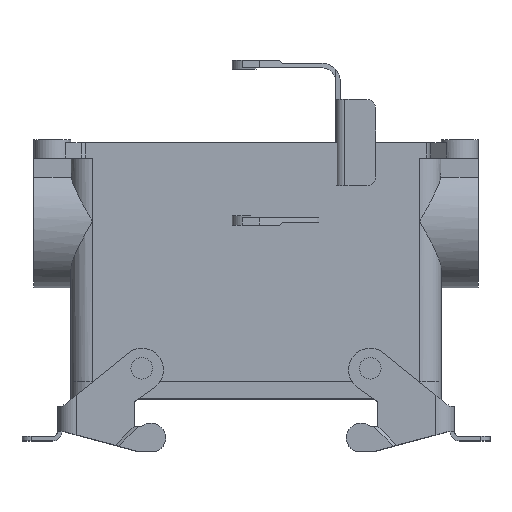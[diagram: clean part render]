
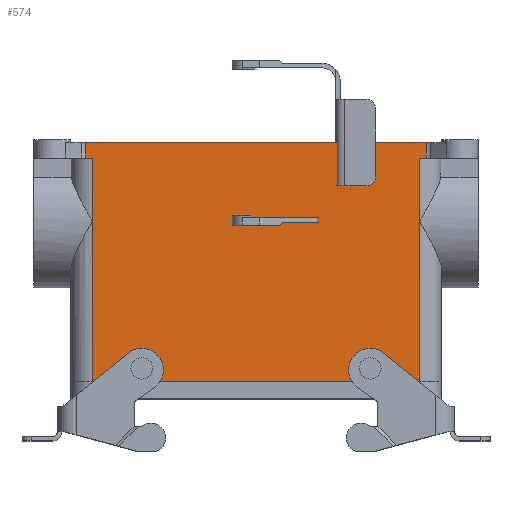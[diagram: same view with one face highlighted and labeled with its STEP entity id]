
A CAD part, top view. The second image highlights one B-rep face of the part: STEP entity #574.
In plain terms, the highlighted planar face has unit normal (0, 0, 1).
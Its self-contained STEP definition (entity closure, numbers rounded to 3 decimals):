
#574 = ADVANCED_FACE( '', ( #1189, #1190, #1191 ), #1192, .F. );
#1189 = FACE_BOUND( '', #1808, .T. );
#1190 = FACE_OUTER_BOUND( '', #1809, .T. );
#1191 = FACE_BOUND( '', #1810, .T. );
#1192 = PLANE( '', #1811 );
#1808 = EDGE_LOOP( '', ( #3376 ) );
#1809 = EDGE_LOOP( '', ( #3377, #3378, #3379, #3380, #3381, #3382, #3383, #3384, #3385, #3386 ) );
#1810 = EDGE_LOOP( '', ( #3387 ) );
#1811 = AXIS2_PLACEMENT_3D( '', #3388, #3389, #3390 );
#3376 = ORIENTED_EDGE( '', *, *, #3677, .F. );
#3377 = ORIENTED_EDGE( '', *, *, #4009, .T. );
#3378 = ORIENTED_EDGE( '', *, *, #3478, .T. );
#3379 = ORIENTED_EDGE( '', *, *, #3781, .F. );
#3380 = ORIENTED_EDGE( '', *, *, #3816, .T. );
#3381 = ORIENTED_EDGE( '', *, *, #3884, .T. );
#3382 = ORIENTED_EDGE( '', *, *, #3748, .F. );
#3383 = ORIENTED_EDGE( '', *, *, #3775, .F. );
#3384 = ORIENTED_EDGE( '', *, *, #3498, .F. );
#3385 = ORIENTED_EDGE( '', *, *, #3601, .F. );
#3386 = ORIENTED_EDGE( '', *, *, #3464, .T. );
#3387 = ORIENTED_EDGE( '', *, *, #4050, .F. );
#3388 = CARTESIAN_POINT( '', ( 56.015, -5., 21.5 ) );
#3389 = DIRECTION( '', ( 0., 0., -1. ) );
#3390 = DIRECTION( '', ( -1., 0., 0. ) );
#3464 = EDGE_CURVE( '', #4092, #4096, #4098, .T. );
#3478 = EDGE_CURVE( '', #4123, #4120, #4124, .F. );
#3498 = EDGE_CURVE( '', #4158, #4159, #4160, .T. );
#3601 = EDGE_CURVE( '', #4092, #4158, #4342, .T. );
#3677 = EDGE_CURVE( '', #4461, #4461, #4462, .F. );
#3748 = EDGE_CURVE( '', #4571, #4573, #4574, .T. );
#3775 = EDGE_CURVE( '', #4159, #4571, #4615, .T. );
#3781 = EDGE_CURVE( '', #4622, #4120, #4624, .T. );
#3816 = EDGE_CURVE( '', #4622, #4673, #4675, .T. );
#3884 = EDGE_CURVE( '', #4673, #4573, #4774, .T. );
#4009 = EDGE_CURVE( '', #4096, #4123, #4928, .T. );
#4050 = EDGE_CURVE( '', #4971, #4971, #4972, .F. );
#4092 = VERTEX_POINT( '', #5021 );
#4096 = VERTEX_POINT( '', #5026 );
#4098 = LINE( '', #5028, #5029 );
#4120 = VERTEX_POINT( '', #5060 );
#4123 = VERTEX_POINT( '', #5063 );
#4124 = LINE( '', #5064, #5065 );
#4158 = VERTEX_POINT( '', #5110 );
#4159 = VERTEX_POINT( '', #5111 );
#4160 = LINE( '', #5112, #5113 );
#4342 = LINE( '', #5439, #5440 );
#4461 = VERTEX_POINT( '', #5627 );
#4462 = CIRCLE( '', #5628, 2.45 );
#4571 = VERTEX_POINT( '', #5775 );
#4573 = VERTEX_POINT( '', #5777 );
#4574 = LINE( '', #5778, #5779 );
#4615 = LINE( '', #5854, #5855 );
#4622 = VERTEX_POINT( '', #5863 );
#4624 = LINE( '', #5865, #5866 );
#4673 = VERTEX_POINT( '', #5957 );
#4675 = LINE( '', #5978, #5979 );
#4774 = LINE( '', #6115, #6116 );
#4928 = LINE( '', #6385, #6386 );
#4971 = VERTEX_POINT( '', #6438 );
#4972 = CIRCLE( '', #6439, 2.45 );
#5021 = CARTESIAN_POINT( '', ( 55.186, -5., 21.5 ) );
#5026 = CARTESIAN_POINT( '', ( 55.186, 0., 21.5 ) );
#5028 = CARTESIAN_POINT( '', ( 55.186, 0., 21.5 ) );
#5029 = VECTOR( '', #6489, 1000. );
#5060 = CARTESIAN_POINT( '', ( -55.186, -5., 21.5 ) );
#5063 = CARTESIAN_POINT( '', ( -55.186, 0., 21.5 ) );
#5064 = CARTESIAN_POINT( '', ( -55.186, -5., 21.5 ) );
#5065 = VECTOR( '', #6502, 1000. );
#5110 = CARTESIAN_POINT( '', ( 53., -5., 21.5 ) );
#5111 = CARTESIAN_POINT( '', ( 53., -25.5, 21.5 ) );
#5112 = CARTESIAN_POINT( '', ( 53., 96.515, 21.5 ) );
#5113 = VECTOR( '', #6526, 1000. );
#5439 = CARTESIAN_POINT( '', ( 56.015, -5., 21.5 ) );
#5440 = VECTOR( '', #6672, 1000. );
#5627 = CARTESIAN_POINT( '', ( 34.55, -73.1, 21.5 ) );
#5628 = AXIS2_PLACEMENT_3D( '', #6758, #6759, #6760 );
#5775 = CARTESIAN_POINT( '', ( 53., -77.4, 21.5 ) );
#5777 = CARTESIAN_POINT( '', ( -53., -77.4, 21.5 ) );
#5778 = CARTESIAN_POINT( '', ( -53., -77.4, 21.5 ) );
#5779 = VECTOR( '', #6841, 1000. );
#5854 = CARTESIAN_POINT( '', ( 53., 96.515, 21.5 ) );
#5855 = VECTOR( '', #6881, 1000. );
#5863 = CARTESIAN_POINT( '', ( -53., -5., 21.5 ) );
#5865 = CARTESIAN_POINT( '', ( 56.015, -5., 21.5 ) );
#5866 = VECTOR( '', #6889, 1000. );
#5957 = CARTESIAN_POINT( '', ( -53., -25.5, 21.5 ) );
#5978 = CARTESIAN_POINT( '', ( -53., 96.515, 21.5 ) );
#5979 = VECTOR( '', #6926, 1000. );
#6115 = CARTESIAN_POINT( '', ( -53., 96.515, 21.5 ) );
#6116 = VECTOR( '', #7003, 1000. );
#6385 = CARTESIAN_POINT( '', ( 56.015, 0., 21.5 ) );
#6386 = VECTOR( '', #7141, 1000. );
#6438 = CARTESIAN_POINT( '', ( -39.45, -73.1, 21.5 ) );
#6439 = AXIS2_PLACEMENT_3D( '', #7160, #7161, #7162 );
#6489 = DIRECTION( '', ( 0., 1., 0. ) );
#6502 = DIRECTION( '', ( 0., 1., 0. ) );
#6526 = DIRECTION( '', ( 0., -1., 0. ) );
#6672 = DIRECTION( '', ( -1., 0., 0. ) );
#6758 = CARTESIAN_POINT( '', ( 37., -73.1, 21.5 ) );
#6759 = DIRECTION( '', ( 0., 0., -1. ) );
#6760 = DIRECTION( '', ( -1., 0., 0. ) );
#6841 = DIRECTION( '', ( -1., 0., 0. ) );
#6881 = DIRECTION( '', ( 0., -1., 0. ) );
#6889 = DIRECTION( '', ( -1., 0., 0. ) );
#6926 = DIRECTION( '', ( 0., -1., 0. ) );
#7003 = DIRECTION( '', ( 0., -1., 0. ) );
#7141 = DIRECTION( '', ( -1., 0., 0. ) );
#7160 = CARTESIAN_POINT( '', ( -37., -73.1, 21.5 ) );
#7161 = DIRECTION( '', ( 0., 0., -1. ) );
#7162 = DIRECTION( '', ( -1., 0., 0. ) );
